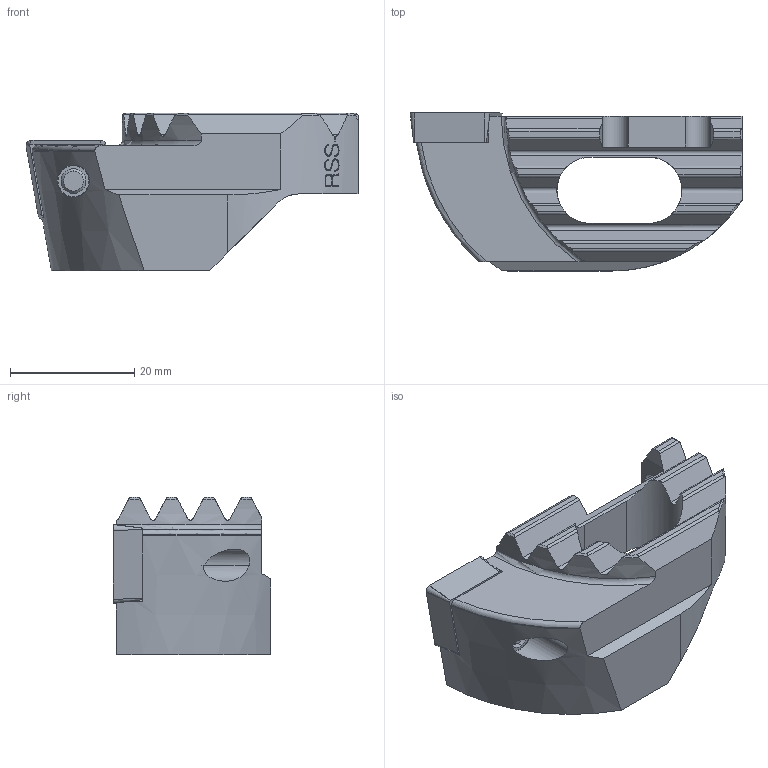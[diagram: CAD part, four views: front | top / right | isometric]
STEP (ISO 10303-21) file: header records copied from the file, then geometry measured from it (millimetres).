
FILE_DESCRIPTION(('no description'),'unknown implementation level');
FILE_NAME('4819A5AB-1CF8-4D16-B97C-194445F52BE0_export.stp',' ',('CIMSOURCE GmbH'),('CADClick - KiM GmbH - www.kimweb.de'),'unknown preprocess','ACIS','unknown authorization');
FILE_SCHEMA(('automotive_design'));
Length unit declared in the file: millimetre
Products named in the file (3): 639.492 Kaiser RB 65-82 SW53 CC12|654.991 Kaiser CCMT 120408 K20C;Kombinieren1; 639.492 Kaiser RB 65-82 SW53 CC12|694.150 Kaiser ETL M5 X 13,3 T20 IP 10S;Kreismuster1; 639.492 Kaiser RB 65-82 SW53 CC12|639.492 Kaiser RB 65-82 SW53 CC12;Marke RSS
Bounding box: 53.5 x 25.46 x 25.4 mm (x, y, z)
Volume: 13947 mm3; surface area: 6785.9 mm2
Topology: 3 solids, 3 shells, 228 faces, 623 edges, 406 vertices
Faces by surface type: plane 80, cylinder 68, bspline 40, cone 25, torus 11, sphere 4
Entity records: 18897 total; most frequent: CARTESIAN_POINT 6347, STYLED_ITEM 1260, PRESENTATION_STYLE_ASSIGNMENT 1260, COLOUR_RGB 1260, ORIENTED_EDGE 1246, DIRECTION 1049, EDGE_CURVE 623, CURVE_STYLE 623
